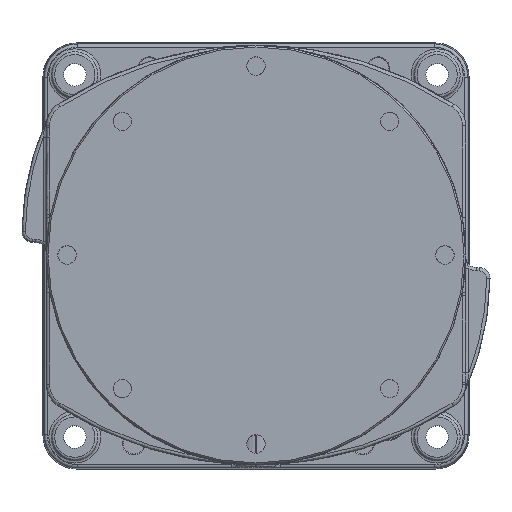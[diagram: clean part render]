
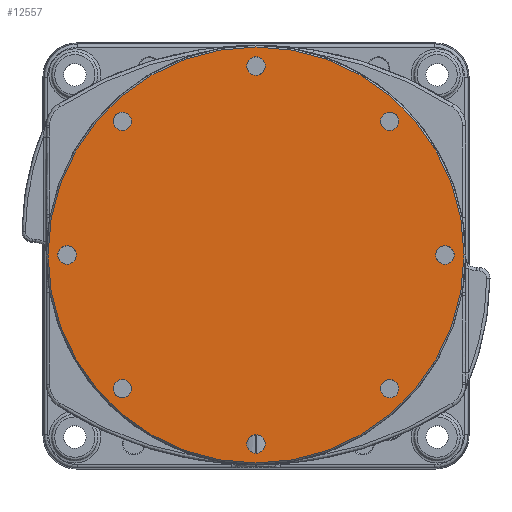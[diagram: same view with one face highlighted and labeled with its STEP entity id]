
A CAD part, top view. The second image highlights one B-rep face of the part: STEP entity #12557.
In plain terms, the highlighted planar face has unit normal (0, 0, 1).
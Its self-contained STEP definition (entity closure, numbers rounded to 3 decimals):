
#1823=PLANE('',#13706);
#1967=FACE_BOUND('',#4035,.T.);
#1968=FACE_BOUND('',#4036,.T.);
#1969=FACE_BOUND('',#4037,.T.);
#1970=FACE_BOUND('',#4038,.T.);
#1971=FACE_BOUND('',#4039,.T.);
#1972=FACE_BOUND('',#4040,.T.);
#1973=FACE_BOUND('',#4041,.T.);
#1974=FACE_BOUND('',#4042,.T.);
#2095=CIRCLE('',#13446,5.5);
#2096=CIRCLE('',#13450,5.5);
#2097=CIRCLE('',#13453,5.5);
#2098=CIRCLE('',#13456,5.5);
#2099=CIRCLE('',#13459,5.5);
#2100=CIRCLE('',#13463,5.5);
#2101=CIRCLE('',#13466,5.5);
#2106=CIRCLE('',#13478,5.5);
#2244=CIRCLE('',#13691,124.);
#3125=FACE_OUTER_BOUND('',#4034,.T.);
#4034=EDGE_LOOP('',(#9082));
#4035=EDGE_LOOP('',(#9083));
#4036=EDGE_LOOP('',(#9084));
#4037=EDGE_LOOP('',(#9085));
#4038=EDGE_LOOP('',(#9086));
#4039=EDGE_LOOP('',(#9087));
#4040=EDGE_LOOP('',(#9088));
#4041=EDGE_LOOP('',(#9089));
#4042=EDGE_LOOP('',(#9090));
#5139=VERTEX_POINT('',#18578);
#5142=VERTEX_POINT('',#18585);
#5144=VERTEX_POINT('',#18590);
#5146=VERTEX_POINT('',#18595);
#5148=VERTEX_POINT('',#18600);
#5151=VERTEX_POINT('',#18607);
#5153=VERTEX_POINT('',#18612);
#5179=VERTEX_POINT('',#18708);
#5495=VERTEX_POINT('',#25522);
#6342=EDGE_CURVE('',#5139,#5139,#2095,.T.);
#6345=EDGE_CURVE('',#5142,#5142,#2096,.T.);
#6347=EDGE_CURVE('',#5144,#5144,#2097,.T.);
#6349=EDGE_CURVE('',#5146,#5146,#2098,.T.);
#6351=EDGE_CURVE('',#5148,#5148,#2099,.T.);
#6354=EDGE_CURVE('',#5151,#5151,#2100,.T.);
#6356=EDGE_CURVE('',#5153,#5153,#2101,.T.);
#6384=EDGE_CURVE('',#5179,#5179,#2106,.T.);
#6803=EDGE_CURVE('',#5495,#5495,#2244,.T.);
#9082=ORIENTED_EDGE('',*,*,#6803,.F.);
#9083=ORIENTED_EDGE('',*,*,#6342,.T.);
#9084=ORIENTED_EDGE('',*,*,#6345,.T.);
#9085=ORIENTED_EDGE('',*,*,#6347,.T.);
#9086=ORIENTED_EDGE('',*,*,#6349,.T.);
#9087=ORIENTED_EDGE('',*,*,#6351,.T.);
#9088=ORIENTED_EDGE('',*,*,#6354,.T.);
#9089=ORIENTED_EDGE('',*,*,#6356,.T.);
#9090=ORIENTED_EDGE('',*,*,#6384,.T.);
#12557=ADVANCED_FACE('',(#3125,#1967,#1968,#1969,#1970,#1971,#1972,#1973,
#1974),#1823,.T.);
#13446=AXIS2_PLACEMENT_3D('',#18579,#15066,#15067);
#13450=AXIS2_PLACEMENT_3D('',#18586,#15074,#15075);
#13453=AXIS2_PLACEMENT_3D('',#18591,#15080,#15081);
#13456=AXIS2_PLACEMENT_3D('',#18596,#15086,#15087);
#13459=AXIS2_PLACEMENT_3D('',#18601,#15092,#15093);
#13463=AXIS2_PLACEMENT_3D('',#18608,#15100,#15101);
#13466=AXIS2_PLACEMENT_3D('',#18613,#15106,#15107);
#13478=AXIS2_PLACEMENT_3D('',#18709,#15140,#15141);
#13691=AXIS2_PLACEMENT_3D('',#25523,#15596,#15597);
#13706=AXIS2_PLACEMENT_3D('',#25551,#15626,#15627);
#15066=DIRECTION('center_axis',(0.,0.,-1.));
#15067=DIRECTION('ref_axis',(0.707,-0.707,0.));
#15074=DIRECTION('center_axis',(0.,0.,-1.));
#15075=DIRECTION('ref_axis',(0.,-1.,0.));
#15080=DIRECTION('center_axis',(0.,0.,-1.));
#15081=DIRECTION('ref_axis',(-0.707,-0.707,0.));
#15086=DIRECTION('center_axis',(0.,0.,-1.));
#15087=DIRECTION('ref_axis',(-1.,0.,0.));
#15092=DIRECTION('center_axis',(0.,0.,-1.));
#15093=DIRECTION('ref_axis',(-0.707,0.707,0.));
#15100=DIRECTION('center_axis',(0.,0.,-1.));
#15101=DIRECTION('ref_axis',(0.,1.,0.));
#15106=DIRECTION('center_axis',(0.,0.,-1.));
#15107=DIRECTION('ref_axis',(0.707,0.707,0.));
#15140=DIRECTION('center_axis',(0.,0.,-1.));
#15141=DIRECTION('ref_axis',(1.,0.,0.));
#15596=DIRECTION('center_axis',(0.,0.,-1.));
#15597=DIRECTION('ref_axis',(-1.,0.,0.));
#15626=DIRECTION('center_axis',(0.,0.,1.));
#15627=DIRECTION('ref_axis',(1.,0.,0.));
#18578=CARTESIAN_POINT('',(83.545,75.766,0.));
#18579=CARTESIAN_POINT('Origin',(79.656,79.656,0.));
#18585=CARTESIAN_POINT('',(112.65,-5.5,0.));
#18586=CARTESIAN_POINT('Origin',(112.65,0.,0.));
#18590=CARTESIAN_POINT('',(75.766,-83.545,0.));
#18591=CARTESIAN_POINT('Origin',(79.656,-79.656,0.));
#18595=CARTESIAN_POINT('',(-5.5,-112.65,0.));
#18596=CARTESIAN_POINT('Origin',(0.,-112.65,0.));
#18600=CARTESIAN_POINT('',(-83.545,-75.766,0.));
#18601=CARTESIAN_POINT('Origin',(-79.656,-79.656,0.));
#18607=CARTESIAN_POINT('',(-112.65,5.5,0.));
#18608=CARTESIAN_POINT('Origin',(-112.65,0.,0.));
#18612=CARTESIAN_POINT('',(-75.766,83.545,0.));
#18613=CARTESIAN_POINT('Origin',(-79.656,79.656,0.));
#18708=CARTESIAN_POINT('',(5.5,112.65,0.));
#18709=CARTESIAN_POINT('Origin',(0.,112.65,0.));
#25522=CARTESIAN_POINT('',(124.,0.,0.));
#25523=CARTESIAN_POINT('Origin',(0.,0.,0.));
#25551=CARTESIAN_POINT('Origin',(0.,-1.135,
0.));
